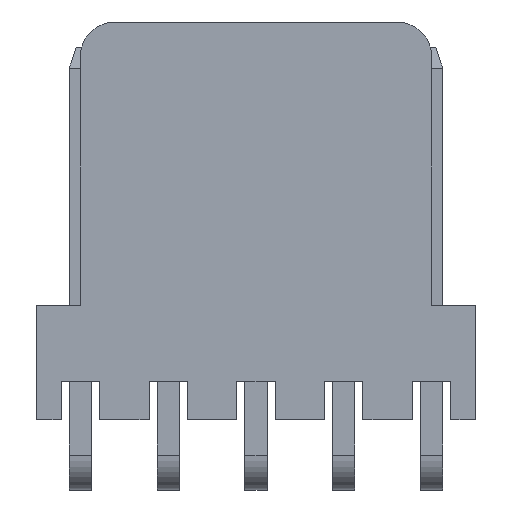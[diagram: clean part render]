
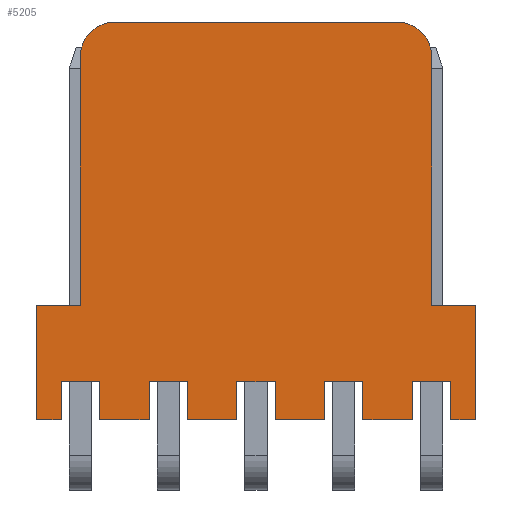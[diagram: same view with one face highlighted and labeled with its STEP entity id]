
A CAD part, top view. The second image highlights one B-rep face of the part: STEP entity #5205.
In plain terms, the highlighted face is planar.
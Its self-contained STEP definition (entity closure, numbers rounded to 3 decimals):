
#79=PLANE('',#5448);
#368=LINE('',#6913,#866);
#369=LINE('',#6916,#867);
#370=LINE('',#6918,#868);
#371=LINE('',#6920,#869);
#372=LINE('',#6922,#870);
#373=LINE('',#6924,#871);
#374=LINE('',#6926,#872);
#375=LINE('',#6928,#873);
#376=LINE('',#6930,#874);
#377=LINE('',#6932,#875);
#378=LINE('',#6934,#876);
#379=LINE('',#6936,#877);
#380=LINE('',#6938,#878);
#381=LINE('',#6940,#879);
#382=LINE('',#6942,#880);
#383=LINE('',#6944,#881);
#384=LINE('',#6946,#882);
#385=LINE('',#6948,#883);
#386=LINE('',#6950,#884);
#387=LINE('',#6952,#885);
#388=LINE('',#6954,#886);
#389=LINE('',#6956,#887);
#390=LINE('',#6960,#888);
#391=LINE('',#6964,#889);
#392=LINE('',#6966,#890);
#393=LINE('',#6968,#891);
#394=LINE('',#6970,#892);
#395=LINE('',#6972,#893);
#866=VECTOR('',#5918,1000.);
#867=VECTOR('',#5919,1000.);
#868=VECTOR('',#5920,1000.);
#869=VECTOR('',#5921,1000.);
#870=VECTOR('',#5922,1000.);
#871=VECTOR('',#5923,1000.);
#872=VECTOR('',#5924,1000.);
#873=VECTOR('',#5925,1000.);
#874=VECTOR('',#5926,1000.);
#875=VECTOR('',#5927,1000.);
#876=VECTOR('',#5928,1000.);
#877=VECTOR('',#5929,1000.);
#878=VECTOR('',#5930,1000.);
#879=VECTOR('',#5931,1000.);
#880=VECTOR('',#5932,1000.);
#881=VECTOR('',#5933,1000.);
#882=VECTOR('',#5934,1000.);
#883=VECTOR('',#5935,1000.);
#884=VECTOR('',#5936,1000.);
#885=VECTOR('',#5937,1000.);
#886=VECTOR('',#5938,1000.);
#887=VECTOR('',#5939,1000.);
#888=VECTOR('',#5942,1000.);
#889=VECTOR('',#5945,1000.);
#890=VECTOR('',#5946,1000.);
#891=VECTOR('',#5947,1000.);
#892=VECTOR('',#5948,1000.);
#893=VECTOR('',#5949,1000.);
#1524=ORIENTED_EDGE('',*,*,#2428,.T.);
#1525=ORIENTED_EDGE('',*,*,#2429,.T.);
#1526=ORIENTED_EDGE('',*,*,#2430,.T.);
#1527=ORIENTED_EDGE('',*,*,#2431,.T.);
#1528=ORIENTED_EDGE('',*,*,#2432,.T.);
#1529=ORIENTED_EDGE('',*,*,#2433,.T.);
#1530=ORIENTED_EDGE('',*,*,#2434,.T.);
#1531=ORIENTED_EDGE('',*,*,#2435,.T.);
#1532=ORIENTED_EDGE('',*,*,#2436,.T.);
#1533=ORIENTED_EDGE('',*,*,#2437,.T.);
#1534=ORIENTED_EDGE('',*,*,#2438,.T.);
#1535=ORIENTED_EDGE('',*,*,#2439,.T.);
#1536=ORIENTED_EDGE('',*,*,#2440,.T.);
#1537=ORIENTED_EDGE('',*,*,#2441,.T.);
#1538=ORIENTED_EDGE('',*,*,#2442,.T.);
#1539=ORIENTED_EDGE('',*,*,#2443,.T.);
#1540=ORIENTED_EDGE('',*,*,#2444,.T.);
#1541=ORIENTED_EDGE('',*,*,#2445,.T.);
#1542=ORIENTED_EDGE('',*,*,#2446,.T.);
#1543=ORIENTED_EDGE('',*,*,#2447,.F.);
#1544=ORIENTED_EDGE('',*,*,#2448,.T.);
#1545=ORIENTED_EDGE('',*,*,#2449,.T.);
#1546=ORIENTED_EDGE('',*,*,#2450,.T.);
#1547=ORIENTED_EDGE('',*,*,#2451,.F.);
#1548=ORIENTED_EDGE('',*,*,#2452,.T.);
#1549=ORIENTED_EDGE('',*,*,#2453,.F.);
#1550=ORIENTED_EDGE('',*,*,#2454,.T.);
#1551=ORIENTED_EDGE('',*,*,#2455,.T.);
#1552=ORIENTED_EDGE('',*,*,#2456,.T.);
#1553=ORIENTED_EDGE('',*,*,#2457,.T.);
#2428=EDGE_CURVE('',#2890,#2891,#368,.T.);
#2429=EDGE_CURVE('',#2891,#2892,#369,.T.);
#2430=EDGE_CURVE('',#2892,#2893,#370,.T.);
#2431=EDGE_CURVE('',#2893,#2894,#371,.T.);
#2432=EDGE_CURVE('',#2894,#2895,#372,.T.);
#2433=EDGE_CURVE('',#2895,#2896,#373,.T.);
#2434=EDGE_CURVE('',#2896,#2897,#374,.T.);
#2435=EDGE_CURVE('',#2897,#2898,#375,.T.);
#2436=EDGE_CURVE('',#2898,#2899,#376,.T.);
#2437=EDGE_CURVE('',#2899,#2900,#377,.T.);
#2438=EDGE_CURVE('',#2900,#2901,#378,.T.);
#2439=EDGE_CURVE('',#2901,#2902,#379,.T.);
#2440=EDGE_CURVE('',#2902,#2903,#380,.T.);
#2441=EDGE_CURVE('',#2903,#2904,#381,.T.);
#2442=EDGE_CURVE('',#2904,#2905,#382,.T.);
#2443=EDGE_CURVE('',#2905,#2906,#383,.T.);
#2444=EDGE_CURVE('',#2906,#2907,#384,.T.);
#2445=EDGE_CURVE('',#2907,#2908,#385,.T.);
#2446=EDGE_CURVE('',#2908,#2909,#386,.T.);
#2447=EDGE_CURVE('',#2910,#2909,#387,.T.);
#2448=EDGE_CURVE('',#2910,#2911,#388,.T.);
#2449=EDGE_CURVE('',#2911,#2912,#389,.T.);
#2450=EDGE_CURVE('',#2912,#2913,#3138,.T.);
#2451=EDGE_CURVE('',#2914,#2913,#390,.T.);
#2452=EDGE_CURVE('',#2914,#2915,#3139,.T.);
#2453=EDGE_CURVE('',#2916,#2915,#391,.T.);
#2454=EDGE_CURVE('',#2916,#2917,#392,.T.);
#2455=EDGE_CURVE('',#2917,#2918,#393,.T.);
#2456=EDGE_CURVE('',#2918,#2919,#394,.T.);
#2457=EDGE_CURVE('',#2919,#2890,#395,.T.);
#2890=VERTEX_POINT('',#6914);
#2891=VERTEX_POINT('',#6915);
#2892=VERTEX_POINT('',#6917);
#2893=VERTEX_POINT('',#6919);
#2894=VERTEX_POINT('',#6921);
#2895=VERTEX_POINT('',#6923);
#2896=VERTEX_POINT('',#6925);
#2897=VERTEX_POINT('',#6927);
#2898=VERTEX_POINT('',#6929);
#2899=VERTEX_POINT('',#6931);
#2900=VERTEX_POINT('',#6933);
#2901=VERTEX_POINT('',#6935);
#2902=VERTEX_POINT('',#6937);
#2903=VERTEX_POINT('',#6939);
#2904=VERTEX_POINT('',#6941);
#2905=VERTEX_POINT('',#6943);
#2906=VERTEX_POINT('',#6945);
#2907=VERTEX_POINT('',#6947);
#2908=VERTEX_POINT('',#6949);
#2909=VERTEX_POINT('',#6951);
#2910=VERTEX_POINT('',#6953);
#2911=VERTEX_POINT('',#6955);
#2912=VERTEX_POINT('',#6957);
#2913=VERTEX_POINT('',#6959);
#2914=VERTEX_POINT('',#6961);
#2915=VERTEX_POINT('',#6963);
#2916=VERTEX_POINT('',#6965);
#2917=VERTEX_POINT('',#6967);
#2918=VERTEX_POINT('',#6969);
#2919=VERTEX_POINT('',#6971);
#3138=CIRCLE('',#5449,1.);
#3139=CIRCLE('',#5450,1.);
#3207=EDGE_LOOP('',(#1524,#1525,#1526,#1527,#1528,#1529,#1530,#1531,#1532,
#1533,#1534,#1535,#1536,#1537,#1538,#1539,#1540,#1541,#1542,#1543,#1544,
#1545,#1546,#1547,#1548,#1549,#1550,#1551,#1552,#1553));
#3443=FACE_BOUND('',#3207,.T.);
#5205=ADVANCED_FACE('',(#3443),#79,.T.);
#5448=AXIS2_PLACEMENT_3D('',#6912,#5916,#5917);
#5449=AXIS2_PLACEMENT_3D('',#6958,#5940,#5941);
#5450=AXIS2_PLACEMENT_3D('',#6962,#5943,#5944);
#5916=DIRECTION('',(0.,1.,0.));
#5917=DIRECTION('',(0.,0.,1.));
#5918=DIRECTION('',(-1.,0.,0.));
#5919=DIRECTION('',(0.,0.,-1.));
#5920=DIRECTION('',(-1.,0.,0.));
#5921=DIRECTION('',(0.,0.,1.));
#5922=DIRECTION('',(-1.,0.,0.));
#5923=DIRECTION('',(0.,0.,-1.));
#5924=DIRECTION('',(-1.,0.,0.));
#5925=DIRECTION('',(0.,0.,1.));
#5926=DIRECTION('',(-1.,0.,0.));
#5927=DIRECTION('',(0.,0.,-1.));
#5928=DIRECTION('',(-1.,0.,0.));
#5929=DIRECTION('',(0.,0.,1.));
#5930=DIRECTION('',(-1.,0.,0.));
#5931=DIRECTION('',(0.,0.,-1.));
#5932=DIRECTION('',(-1.,0.,0.));
#5933=DIRECTION('',(0.,0.,1.));
#5934=DIRECTION('',(-1.,0.,0.));
#5935=DIRECTION('',(0.,0.,-1.));
#5936=DIRECTION('',(-1.,0.,0.));
#5937=DIRECTION('',(0.,0.,-1.));
#5938=DIRECTION('',(1.,0.,0.));
#5939=DIRECTION('',(0.,0.,1.));
#5940=DIRECTION('',(0.,1.,0.));
#5941=DIRECTION('',(0.,0.,1.));
#5942=DIRECTION('',(-1.,0.,0.));
#5943=DIRECTION('',(0.,1.,0.));
#5944=DIRECTION('',(0.,0.,1.));
#5945=DIRECTION('',(0.,0.,1.));
#5946=DIRECTION('',(1.,0.,0.));
#5947=DIRECTION('',(0.,0.,-1.));
#5948=DIRECTION('',(-1.,0.,0.));
#5949=DIRECTION('',(0.,0.,1.));
#6912=CARTESIAN_POINT('',(6.35,2.9,5.75));
#6913=CARTESIAN_POINT('',(6.35,2.9,-4.65));
#6914=CARTESIAN_POINT('',(5.63,2.9,-4.65));
#6915=CARTESIAN_POINT('',(4.53,2.9,-4.65));
#6916=CARTESIAN_POINT('',(4.53,2.9,5.75));
#6917=CARTESIAN_POINT('',(4.53,2.9,-5.75));
#6918=CARTESIAN_POINT('',(6.35,2.9,-5.75));
#6919=CARTESIAN_POINT('',(3.09,2.9,-5.75));
#6920=CARTESIAN_POINT('',(3.09,2.9,5.75));
#6921=CARTESIAN_POINT('',(3.09,2.9,-4.65));
#6922=CARTESIAN_POINT('',(6.35,2.9,-4.65));
#6923=CARTESIAN_POINT('',(1.99,2.9,-4.65));
#6924=CARTESIAN_POINT('',(1.99,2.9,5.75));
#6925=CARTESIAN_POINT('',(1.99,2.9,-5.75));
#6926=CARTESIAN_POINT('',(6.35,2.9,-5.75));
#6927=CARTESIAN_POINT('',(0.55,2.9,-5.75));
#6928=CARTESIAN_POINT('',(0.55,2.9,5.75));
#6929=CARTESIAN_POINT('',(0.55,2.9,-4.65));
#6930=CARTESIAN_POINT('',(6.35,2.9,-4.65));
#6931=CARTESIAN_POINT('',(-0.55,2.9,-4.65));
#6932=CARTESIAN_POINT('',(-0.55,2.9,5.75));
#6933=CARTESIAN_POINT('',(-0.55,2.9,-5.75));
#6934=CARTESIAN_POINT('',(6.35,2.9,-5.75));
#6935=CARTESIAN_POINT('',(-1.99,2.9,-5.75));
#6936=CARTESIAN_POINT('',(-1.99,2.9,5.75));
#6937=CARTESIAN_POINT('',(-1.99,2.9,-4.65));
#6938=CARTESIAN_POINT('',(6.35,2.9,-4.65));
#6939=CARTESIAN_POINT('',(-3.09,2.9,-4.65));
#6940=CARTESIAN_POINT('',(-3.09,2.9,5.75));
#6941=CARTESIAN_POINT('',(-3.09,2.9,-5.75));
#6942=CARTESIAN_POINT('',(6.35,2.9,-5.75));
#6943=CARTESIAN_POINT('',(-4.53,2.9,-5.75));
#6944=CARTESIAN_POINT('',(-4.53,2.9,5.75));
#6945=CARTESIAN_POINT('',(-4.53,2.9,-4.65));
#6946=CARTESIAN_POINT('',(6.35,2.9,-4.65));
#6947=CARTESIAN_POINT('',(-5.63,2.9,-4.65));
#6948=CARTESIAN_POINT('',(-5.63,2.9,5.75));
#6949=CARTESIAN_POINT('',(-5.63,2.9,-5.75));
#6950=CARTESIAN_POINT('',(6.35,2.9,-5.75));
#6951=CARTESIAN_POINT('',(-6.35,2.9,-5.75));
#6952=CARTESIAN_POINT('',(-6.35,2.9,5.75));
#6953=CARTESIAN_POINT('',(-6.35,2.9,-2.45));
#6954=CARTESIAN_POINT('',(-6.35,2.9,-2.45));
#6955=CARTESIAN_POINT('',(-5.08,2.9,-2.45));
#6956=CARTESIAN_POINT('',(-5.08,2.9,-2.45));
#6957=CARTESIAN_POINT('',(-5.08,2.9,4.75));
#6958=CARTESIAN_POINT('',(-4.08,2.9,4.75));
#6959=CARTESIAN_POINT('',(-4.08,2.9,5.75));
#6960=CARTESIAN_POINT('',(6.35,2.9,5.75));
#6961=CARTESIAN_POINT('',(4.08,2.9,5.75));
#6962=CARTESIAN_POINT('',(4.08,2.9,4.75));
#6963=CARTESIAN_POINT('',(5.08,2.9,4.75));
#6964=CARTESIAN_POINT('',(5.08,2.9,-2.45));
#6965=CARTESIAN_POINT('',(5.08,2.9,-2.45));
#6966=CARTESIAN_POINT('',(5.08,2.9,-2.45));
#6967=CARTESIAN_POINT('',(6.35,2.9,-2.45));
#6968=CARTESIAN_POINT('',(6.35,2.9,5.75));
#6969=CARTESIAN_POINT('',(6.35,2.9,-5.75));
#6970=CARTESIAN_POINT('',(6.35,2.9,-5.75));
#6971=CARTESIAN_POINT('',(5.63,2.9,-5.75));
#6972=CARTESIAN_POINT('',(5.63,2.9,5.75));
